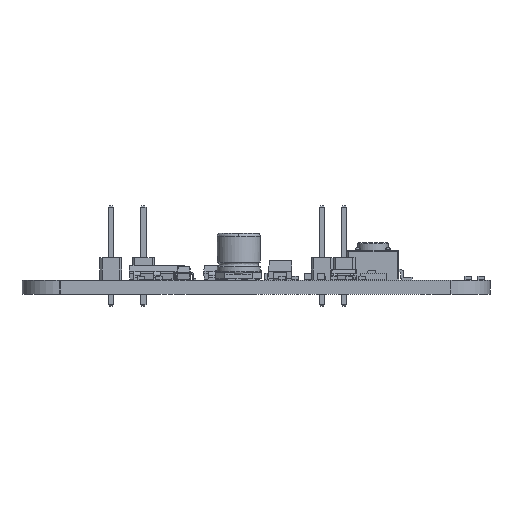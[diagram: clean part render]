
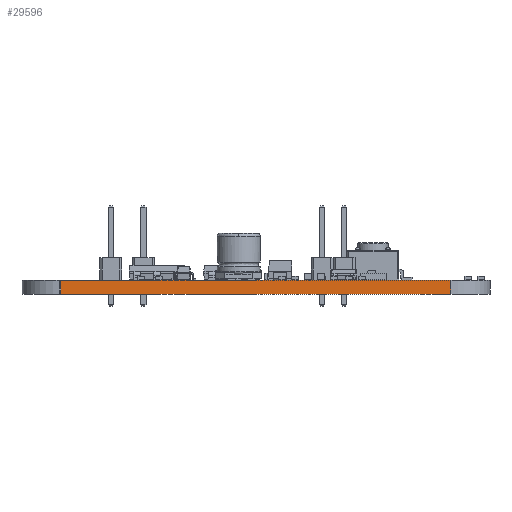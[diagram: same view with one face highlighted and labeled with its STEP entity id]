
A CAD part, front view. The second image highlights one B-rep face of the part: STEP entity #29596.
In plain terms, the highlighted planar face has unit normal (0, -1, 0).
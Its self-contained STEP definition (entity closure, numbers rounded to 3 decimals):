
#28312 = VERTEX_POINT('',#28313);
#28313 = CARTESIAN_POINT('',(180.5,-140.,0.));
#28319 = EDGE_CURVE('',#28320,#28312,#28322,.T.);
#28320 = VERTEX_POINT('',#28321);
#28321 = CARTESIAN_POINT('',(225.5,-140.,0.));
#28322 = LINE('',#28323,#28324);
#28323 = CARTESIAN_POINT('',(225.5,-140.,0.));
#28324 = VECTOR('',#28325,1.);
#28325 = DIRECTION('',(-1.,0.,0.));
#28936 = VERTEX_POINT('',#28937);
#28937 = CARTESIAN_POINT('',(180.5,-140.,1.6));
#28943 = EDGE_CURVE('',#28944,#28936,#28946,.T.);
#28944 = VERTEX_POINT('',#28945);
#28945 = CARTESIAN_POINT('',(225.5,-140.,1.6));
#28946 = LINE('',#28947,#28948);
#28947 = CARTESIAN_POINT('',(225.5,-140.,1.6));
#28948 = VECTOR('',#28949,1.);
#28949 = DIRECTION('',(-1.,0.,0.));
#29568 = EDGE_CURVE('',#28320,#28944,#29569,.T.);
#29569 = LINE('',#29570,#29571);
#29570 = CARTESIAN_POINT('',(225.5,-140.,0.));
#29571 = VECTOR('',#29572,1.);
#29572 = DIRECTION('',(0.,0.,1.));
#29596 = ADVANCED_FACE('',(#29597),#29608,.T.);
#29597 = FACE_BOUND('',#29598,.T.);
#29598 = EDGE_LOOP('',(#29599,#29600,#29601,#29607));
#29599 = ORIENTED_EDGE('',*,*,#29568,.T.);
#29600 = ORIENTED_EDGE('',*,*,#28943,.T.);
#29601 = ORIENTED_EDGE('',*,*,#29602,.F.);
#29602 = EDGE_CURVE('',#28312,#28936,#29603,.T.);
#29603 = LINE('',#29604,#29605);
#29604 = CARTESIAN_POINT('',(180.5,-140.,0.));
#29605 = VECTOR('',#29606,1.);
#29606 = DIRECTION('',(0.,0.,1.));
#29607 = ORIENTED_EDGE('',*,*,#28319,.F.);
#29608 = PLANE('',#29609);
#29609 = AXIS2_PLACEMENT_3D('',#29610,#29611,#29612);
#29610 = CARTESIAN_POINT('',(225.5,-140.,0.));
#29611 = DIRECTION('',(0.,-1.,0.));
#29612 = DIRECTION('',(-1.,0.,0.));
